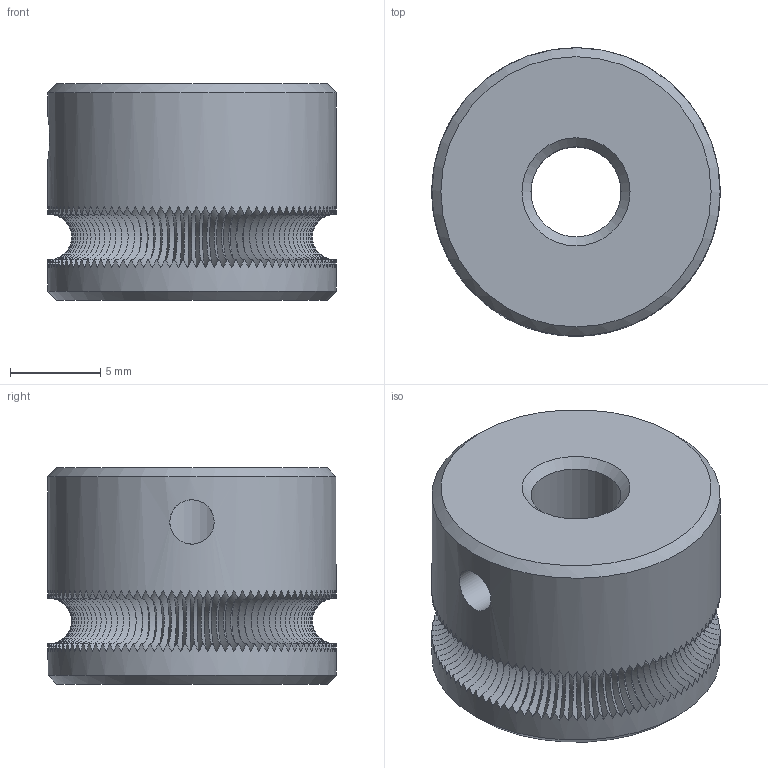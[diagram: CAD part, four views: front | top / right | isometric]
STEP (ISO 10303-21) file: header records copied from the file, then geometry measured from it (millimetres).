
FILE_DESCRIPTION((''),'2;1');
FILE_NAME('FILAMENT PULLEY.stp','2015-01-29T12:08:14',('jge'),(''),'Autodesk Inventor 2012','Autodesk Inventor 2012','');
FILE_SCHEMA(('AUTOMOTIVE_DESIGN { 1 0 10303 214 1 1 1 1 }'));
Length unit declared in the file: millimetre
Products named in the file (1): FILAMENT PULLEY
Bounding box: 16 x 16 x 12 mm (x, y, z)
Volume: 1972 mm3; surface area: 1423.3 mm2
Topology: 1 solids, 1 shells, 212 faces, 630 edges, 419 vertices
Faces by surface type: cone 206, cylinder 4, plane 2
Full cylindrical faces by diameter (mm): 2.459 x1, 5 x1, 16 x2
Entity records: 8984 total; most frequent: CARTESIAN_POINT 4238, ORIENTED_EDGE 1232, DIRECTION 644, EDGE_CURVE 616, B_SPLINE_CURVE_WITH_KNOTS 507, VERTEX_POINT 414, AXIS2_PLACEMENT_3D 322, EDGE_LOOP 224
